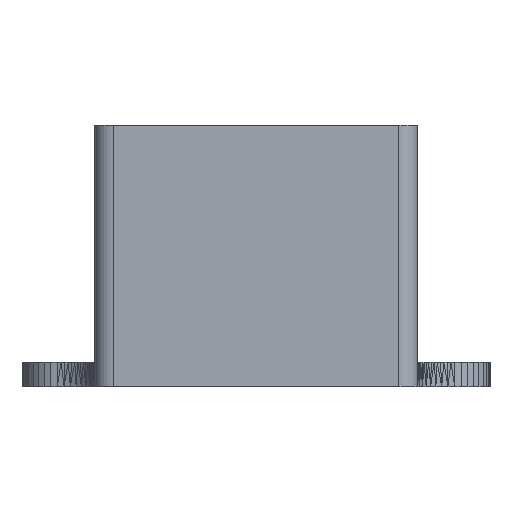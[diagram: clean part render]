
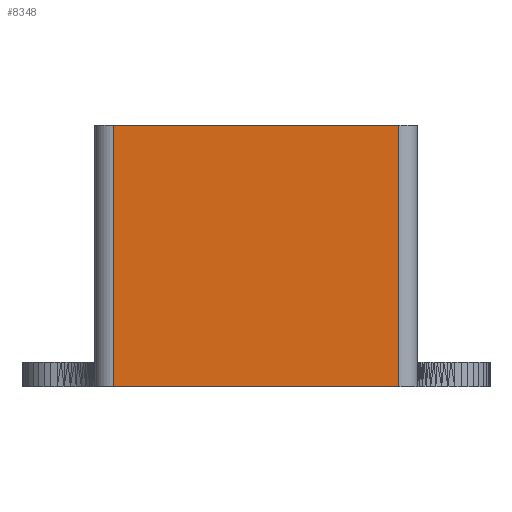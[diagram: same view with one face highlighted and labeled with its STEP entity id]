
A CAD part, left-side view. The second image highlights one B-rep face of the part: STEP entity #8348.
In plain terms, the highlighted planar face has unit normal (-1, 0, 0).
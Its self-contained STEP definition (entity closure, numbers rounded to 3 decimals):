
#91=FACE_OUTER_BOUND('',#611,.T.);
#611=EDGE_LOOP('',(#5554,#5555,#5556,#5557));
#1211=LINE('',#11920,#2402);
#1212=LINE('',#11927,#2403);
#1213=LINE('',#11930,#2404);
#1214=LINE('',#11931,#2405);
#2402=VECTOR('',#9605,10.);
#2403=VECTOR('',#9614,10.);
#2404=VECTOR('',#9619,10.);
#2405=VECTOR('',#9620,10.);
#3578=VERTEX_POINT('',#11918);
#3579=VERTEX_POINT('',#11919);
#3580=VERTEX_POINT('',#11924);
#3581=VERTEX_POINT('',#11926);
#4297=EDGE_CURVE('',#3578,#3579,#1211,.T.);
#4301=EDGE_CURVE('',#3580,#3581,#1212,.T.);
#4303=EDGE_CURVE('',#3579,#3581,#1213,.T.);
#4304=EDGE_CURVE('',#3578,#3580,#1214,.T.);
#5554=ORIENTED_EDGE('',*,*,#4297,.T.);
#5555=ORIENTED_EDGE('',*,*,#4303,.T.);
#5556=ORIENTED_EDGE('',*,*,#4301,.F.);
#5557=ORIENTED_EDGE('',*,*,#4304,.F.);
#7832=PLANE('',#8900);
#8348=ADVANCED_FACE('',(#91),#7832,.F.);
#8900=AXIS2_PLACEMENT_3D('',#11929,#9617,#9618);
#9605=DIRECTION('',(0.,0.,1.));
#9614=DIRECTION('',(0.,0.,1.));
#9617=DIRECTION('center_axis',(1.,0.,0.));
#9618=DIRECTION('ref_axis',(0.,1.,0.));
#9619=DIRECTION('',(0.,1.,0.));
#9620=DIRECTION('',(0.,1.,0.));
#11918=CARTESIAN_POINT('',(-75.,-23.5,0.));
#11919=CARTESIAN_POINT('',(-75.,-23.5,43.));
#11920=CARTESIAN_POINT('',(-75.,-23.5,40.));
#11924=CARTESIAN_POINT('',(-75.,23.5,0.));
#11926=CARTESIAN_POINT('',(-75.,23.5,43.));
#11927=CARTESIAN_POINT('',(-75.,23.5,40.));
#11929=CARTESIAN_POINT('Origin',(-75.,-23.5,40.));
#11930=CARTESIAN_POINT('',(-75.,-26.5,43.));
#11931=CARTESIAN_POINT('',(-75.,-26.5,0.));
